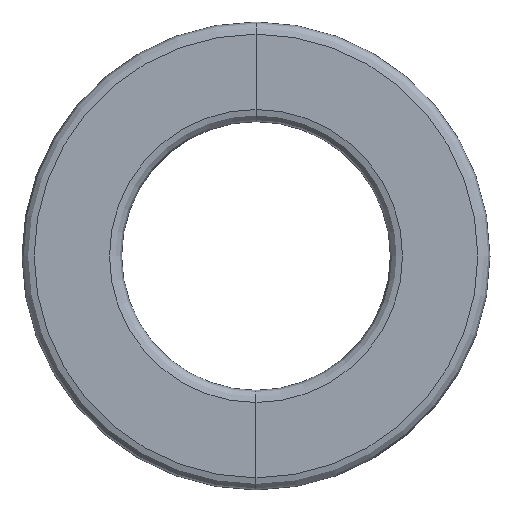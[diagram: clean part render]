
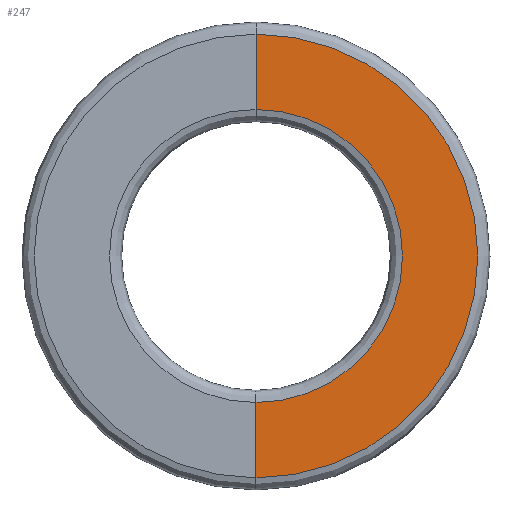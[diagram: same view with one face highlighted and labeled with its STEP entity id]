
A CAD part, left-side view. The second image highlights one B-rep face of the part: STEP entity #247.
In plain terms, the highlighted toroidal (fillet/blend) face has major radius 4.113 mm and minor radius 274.582 mm.
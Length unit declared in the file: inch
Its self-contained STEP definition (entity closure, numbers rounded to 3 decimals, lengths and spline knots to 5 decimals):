
#1 = CARTESIAN_POINT ( 'NONE',  ( -0.03937, 0., 0.19501 ) ) ;
#2 = DIRECTION ( 'NONE',  ( -1., 0., 0. ) ) ;
#5 = AXIS2_PLACEMENT_3D ( 'NONE', #644, #296, #135 ) ;
#13 = DIRECTION ( 'NONE',  ( -1., 0., 0. ) ) ;
#17 = EDGE_CURVE ( 'NONE', #188, #586, #452, .T. ) ;
#27 = EDGE_CURVE ( 'NONE', #566, #257, #496, .T. ) ;
#108 = AXIS2_PLACEMENT_3D ( 'NONE', #419, #13, #165 ) ;
#135 = DIRECTION ( 'NONE',  ( 0., 0., -1. ) ) ;
#155 = AXIS2_PLACEMENT_3D ( 'NONE', #386, #441, #486 ) ;
#165 = DIRECTION ( 'NONE',  ( 0., 0., 1. ) ) ;
#188 = VERTEX_POINT ( 'NONE', #213 ) ;
#213 = CARTESIAN_POINT ( 'NONE',  ( -0.03937, 0., 0.12883 ) ) ;
#242 = DIRECTION ( 'NONE',  ( -1., 0., 0. ) ) ;
#247 = ADVANCED_FACE ( 'NONE', ( #405 ), #593, .F. ) ;
#257 = VERTEX_POINT ( 'NONE', #610 ) ;
#290 = CARTESIAN_POINT ( 'NONE',  ( -0.03937, 0., -0.12883 ) ) ;
#296 = DIRECTION ( 'NONE',  ( 0., -1., 0. ) ) ;
#309 = CARTESIAN_POINT ( 'NONE',  ( -10.84964, 0., 0. ) ) ;
#354 = DIRECTION ( 'NONE',  ( 0., 0., 1. ) ) ;
#366 = ORIENTED_EDGE ( 'NONE', *, *, #27, .T. ) ;
#384 = EDGE_CURVE ( 'NONE', #257, #586, #477, .T. ) ;
#386 = CARTESIAN_POINT ( 'NONE',  ( -10.84964, 0., -0.16192 ) ) ;
#405 = FACE_OUTER_BOUND ( 'NONE', #633, .T. ) ;
#416 = ORIENTED_EDGE ( 'NONE', *, *, #384, .T. ) ;
#419 = CARTESIAN_POINT ( 'NONE',  ( -0.03937, 0., 0. ) ) ;
#440 = CARTESIAN_POINT ( 'NONE',  ( -0.03937, 0., 0. ) ) ;
#441 = DIRECTION ( 'NONE',  ( 0., 1., 0. ) ) ;
#443 = EDGE_CURVE ( 'NONE', #566, #188, #604, .T. ) ;
#452 = CIRCLE ( 'NONE', #5, 10.81032 ) ;
#463 = ORIENTED_EDGE ( 'NONE', *, *, #17, .F. ) ;
#477 = CIRCLE ( 'NONE', #108, 0.19501 ) ;
#486 = DIRECTION ( 'NONE',  ( 0., 0., 1. ) ) ;
#496 = CIRCLE ( 'NONE', #155, 10.81032 ) ;
#541 = AXIS2_PLACEMENT_3D ( 'NONE', #440, #242, #590 ) ;
#566 = VERTEX_POINT ( 'NONE', #290 ) ;
#586 = VERTEX_POINT ( 'NONE', #1 ) ;
#590 = DIRECTION ( 'NONE',  ( 0., 0., 1. ) ) ;
#593 = TOROIDAL_SURFACE ( 'NONE', #646, 0.16192, 10.81032 ) ;
#604 = CIRCLE ( 'NONE', #541, 0.12883 ) ;
#610 = CARTESIAN_POINT ( 'NONE',  ( -0.03937, 0., -0.19501 ) ) ;
#633 = EDGE_LOOP ( 'NONE', ( #636, #366, #416, #463 ) ) ;
#636 = ORIENTED_EDGE ( 'NONE', *, *, #443, .F. ) ;
#644 = CARTESIAN_POINT ( 'NONE',  ( -10.84964, 0., 0.16192 ) ) ;
#646 = AXIS2_PLACEMENT_3D ( 'NONE', #309, #2, #354 ) ;
